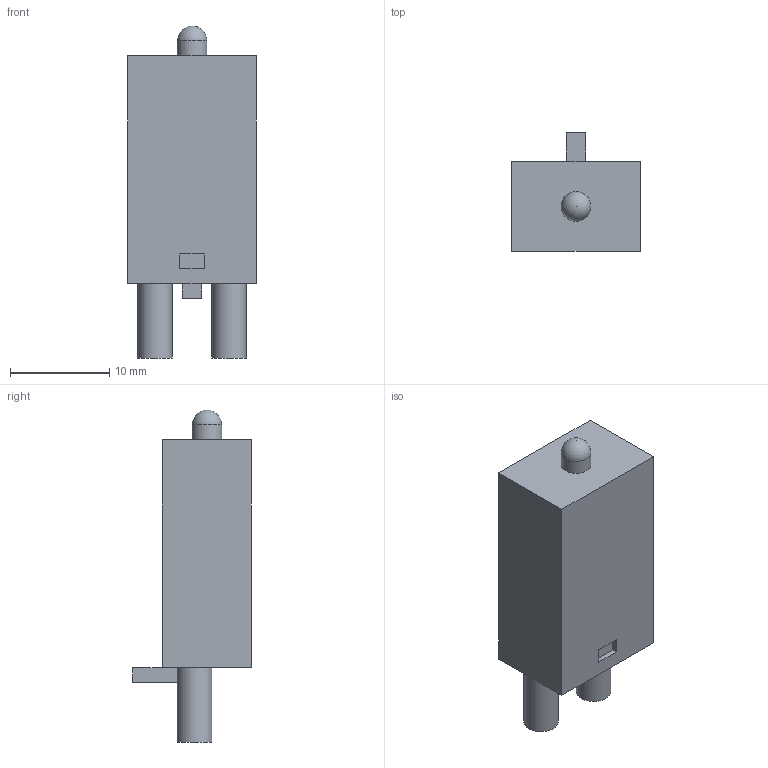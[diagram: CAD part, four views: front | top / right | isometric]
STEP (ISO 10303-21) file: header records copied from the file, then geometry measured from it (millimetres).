
FILE_DESCRIPTION(/* description */ (''),/* implementation_level */ '2;1');
FILE_NAME(/* name */ 'AMB-LD.stp',/* time_stamp */ '2023-07-03T16:14:55+08:00',/* author */ (''),/* organization */ (''),/* preprocessor_version */ 'ST-DEVELOPER v16',/* originating_system */ 'SIEMENS PLM Software NX 10.0',/* authorisation */ '');
FILE_SCHEMA (('AP203_CONFIGURATION_CONTROLLED_3D_DESIGN_OF_MECHANICAL_PARTS_AND_ASSEMBLIES_MIM_LF { 1 0 10303 403 2 1 2}'));
Length unit declared in the file: millimetre
Products named in the file (1): AMB-LD
Bounding box: 13 x 12 x 33.5 mm (x, y, z)
Volume: 2858.3 mm3; surface area: 1541.4 mm2
Topology: 2 solids, 2 shells, 36 faces, 80 edges, 53 vertices
Faces by surface type: plane 31, cylinder 4, sphere 1
Full cylindrical faces by diameter (mm): 3 x2, 3.5 x2
Entity records: 1014 total; most frequent: CARTESIAN_POINT 159, DIRECTION 154, ORIENTED_EDGE 144, EDGE_CURVE 72, LINE 64, VECTOR 64, VERTEX_POINT 50, EDGE_LOOP 46
